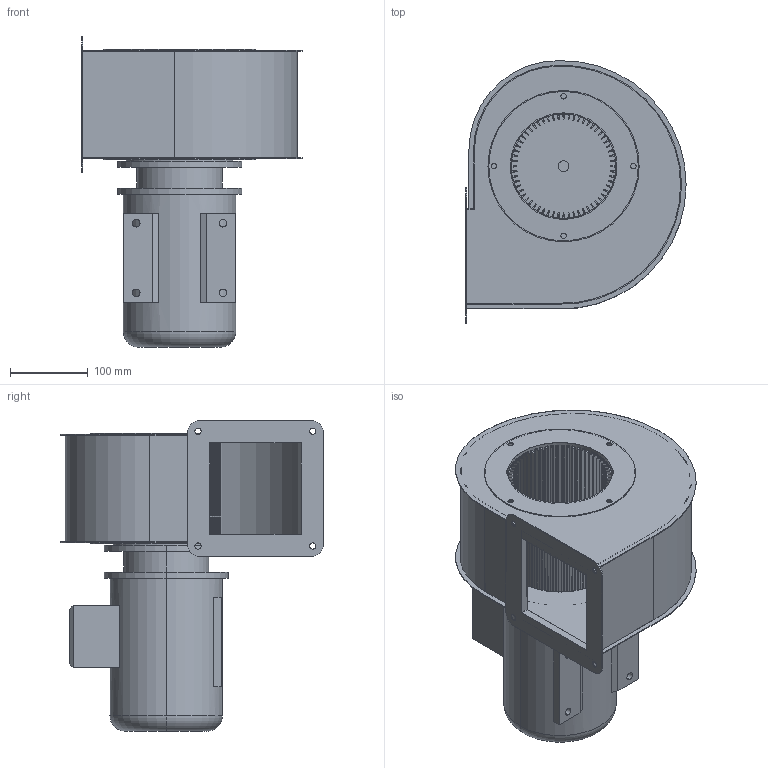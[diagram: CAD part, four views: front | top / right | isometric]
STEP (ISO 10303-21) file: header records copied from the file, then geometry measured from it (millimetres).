
FILE_DESCRIPTION (( 'STEP AP203' ), '1' );
FILE_NAME ('Assieme DIC 140 AT.STEP', '2022-03-04T15:32:18', ( '' ), ( '' ), 'SwSTEP 2.0', 'SolidWorks 2018', '' );
FILE_SCHEMA (( 'CONFIG_CONTROL_DESIGN' ));
Length unit declared in the file: millimetre
Products named in the file (3): Assieme DIC 140 AT; 5MO2291; DIC_140 AT
Assembly tree (2 placements, depth 2):
  Assieme DIC 140 AT
    DIC_140 AT
    5MO2291
Bounding box: 284.08 x 338.5 x 400.3 mm (x, y, z)
Volume: 4819330.2 mm3; surface area: 1000629.1 mm2
Topology: 2 solids, 2 shells, 1683 faces, 4119 edges, 2304 vertices
Faces by surface type: plane 662, cylinder 544, torus 211, sphere 146, bspline 120
Entity records: 51989 total; most frequent: CARTESIAN_POINT 13481, DIRECTION 8452, ORIENTED_EDGE 7706, EDGE_CURVE 3853, AXIS2_PLACEMENT_3D 3291, VERTEX_POINT 2304, VECTOR 1870, LINE 1870
